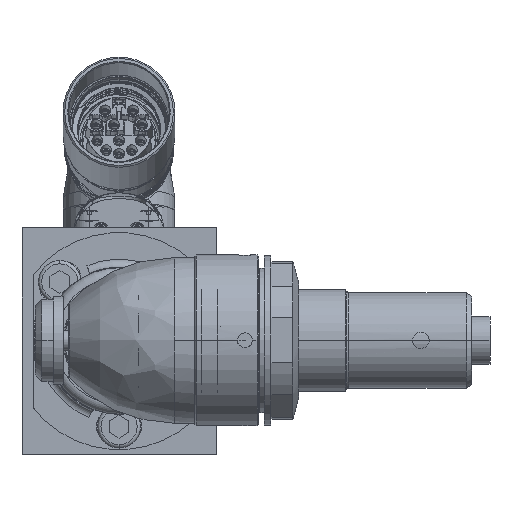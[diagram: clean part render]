
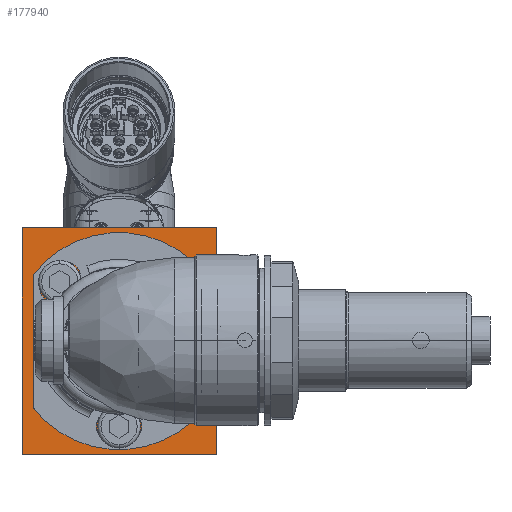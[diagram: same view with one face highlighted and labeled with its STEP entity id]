
A CAD part, top view. The second image highlights one B-rep face of the part: STEP entity #177940.
In plain terms, the highlighted face is planar.
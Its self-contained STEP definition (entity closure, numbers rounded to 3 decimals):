
#176507=DIRECTION('',(0.,-1.,0.));
#176508=VECTOR('',#176507,69.);
#176509=CARTESIAN_POINT('',(0.,34.5,29.5));
#176510=LINE('',#176509,#176508);
#176514=DIRECTION('',(0.,0.,-1.));
#176515=VECTOR('',#176514,59.);
#176516=CARTESIAN_POINT('',(0.,-34.5,29.5));
#176517=LINE('',#176516,#176515);
#176521=DIRECTION('',(0.,1.,0.));
#176522=VECTOR('',#176521,69.);
#176523=CARTESIAN_POINT('',(0.,-34.5,-29.5));
#176524=LINE('',#176523,#176522);
#176528=DIRECTION('',(0.,0.,1.));
#176529=VECTOR('',#176528,59.);
#176530=CARTESIAN_POINT('',(0.,34.5,-29.5));
#176531=LINE('',#176530,#176529);
#176535=CARTESIAN_POINT('',(0.,0.,
0.));
#176536=DIRECTION('',(1.,0.,0.));
#176537=DIRECTION('',(0.,1.,0.));
#176538=AXIS2_PLACEMENT_3D('',#176535,#176536,#176537);
#176543=CARTESIAN_POINT('',(0.,0.,
0.));
#176544=DIRECTION('',(1.,0.,0.));
#176545=DIRECTION('',(0.,-1.,0.));
#176546=AXIS2_PLACEMENT_3D('',#176543,#176544,#176545);
#176551=CARTESIAN_POINT('',(0.,26.,0.));
#176552=DIRECTION('',(-1.,0.,0.));
#176553=DIRECTION('',(0.,0.,1.));
#176554=AXIS2_PLACEMENT_3D('',#176551,#176552,#176553);
#176559=CARTESIAN_POINT('',(0.,26.,0.));
#176560=DIRECTION('',(-1.,0.,0.));
#176561=DIRECTION('',(0.,0.,-1.));
#176562=AXIS2_PLACEMENT_3D('',#176559,#176560,#176561);
#176567=CARTESIAN_POINT('',(0.,-18.,18.));
#176568=DIRECTION('',(-1.,0.,0.));
#176569=DIRECTION('',(0.,0.,1.));
#176570=AXIS2_PLACEMENT_3D('',#176567,#176568,#176569);
#176575=CARTESIAN_POINT('',(0.,-18.,18.));
#176576=DIRECTION('',(-1.,0.,0.));
#176577=DIRECTION('',(0.,0.,-1.));
#176578=AXIS2_PLACEMENT_3D('',#176575,#176576,#176577);
#176583=CARTESIAN_POINT('',(0.,-18.,-18.));
#176584=DIRECTION('',(-1.,0.,0.));
#176585=DIRECTION('',(0.,0.,1.));
#176586=AXIS2_PLACEMENT_3D('',#176583,#176584,#176585);
#176591=CARTESIAN_POINT('',(0.,-18.,-18.));
#176592=DIRECTION('',(-1.,0.,0.));
#176593=DIRECTION('',(0.,0.,-1.));
#176594=AXIS2_PLACEMENT_3D('',#176591,#176592,#176593);
#177697=CARTESIAN_POINT('',(0.,34.5,29.5));
#177698=CARTESIAN_POINT('',(0.,-34.5,29.5));
#177699=VERTEX_POINT('',#177697);
#177700=VERTEX_POINT('',#177698);
#177701=CARTESIAN_POINT('',(0.,-34.5,-29.5));
#177702=VERTEX_POINT('',#177701);
#177703=CARTESIAN_POINT('',(0.,34.5,-29.5));
#177704=VERTEX_POINT('',#177703);
#177725=CARTESIAN_POINT('',(0.,21.,0.));
#177726=CARTESIAN_POINT('',(0.,-21.,0.));
#177727=VERTEX_POINT('',#177725);
#177728=VERTEX_POINT('',#177726);
#177741=CARTESIAN_POINT('',(0.,26.,4.25));
#177742=CARTESIAN_POINT('',(0.,26.,-4.25));
#177743=VERTEX_POINT('',#177741);
#177744=VERTEX_POINT('',#177742);
#177745=CARTESIAN_POINT('',(0.,-18.,22.25));
#177746=CARTESIAN_POINT('',(0.,-18.,13.75));
#177747=VERTEX_POINT('',#177745);
#177748=VERTEX_POINT('',#177746);
#177749=CARTESIAN_POINT('',(0.,-18.,-13.75));
#177750=CARTESIAN_POINT('',(0.,-18.,-22.25));
#177751=VERTEX_POINT('',#177749);
#177752=VERTEX_POINT('',#177750);
#177901=CARTESIAN_POINT('',(0.,0.,0.));
#177902=DIRECTION('',(1.,0.,0.));
#177903=DIRECTION('',(0.,0.,-1.));
#177904=AXIS2_PLACEMENT_3D('',#177901,#177902,#177903);
#177905=PLANE('',#177904);
#177907=ORIENTED_EDGE('',*,*,#177906,.T.);
#177909=ORIENTED_EDGE('',*,*,#177908,.T.);
#177911=ORIENTED_EDGE('',*,*,#177910,.T.);
#177913=ORIENTED_EDGE('',*,*,#177912,.T.);
#177914=EDGE_LOOP('',(#177907,#177909,#177911,#177913));
#177915=FACE_OUTER_BOUND('',#177914,.F.);
#177917=ORIENTED_EDGE('',*,*,#177916,.F.);
#177919=ORIENTED_EDGE('',*,*,#177918,.F.);
#177920=EDGE_LOOP('',(#177917,#177919));
#177921=FACE_BOUND('',#177920,.F.);
#177923=ORIENTED_EDGE('',*,*,#177922,.T.);
#177925=ORIENTED_EDGE('',*,*,#177924,.T.);
#177926=EDGE_LOOP('',(#177923,#177925));
#177927=FACE_BOUND('',#177926,.F.);
#177929=ORIENTED_EDGE('',*,*,#177928,.T.);
#177931=ORIENTED_EDGE('',*,*,#177930,.T.);
#177932=EDGE_LOOP('',(#177929,#177931));
#177933=FACE_BOUND('',#177932,.F.);
#177935=ORIENTED_EDGE('',*,*,#177934,.T.);
#177937=ORIENTED_EDGE('',*,*,#177936,.T.);
#177938=EDGE_LOOP('',(#177935,#177937));
#177939=FACE_BOUND('',#177938,.F.);
#176539=CIRCLE('',#176538,21.);
#176547=CIRCLE('',#176546,21.);
#176555=CIRCLE('',#176554,4.25);
#176563=CIRCLE('',#176562,4.25);
#176571=CIRCLE('',#176570,4.25);
#176579=CIRCLE('',#176578,4.25);
#176587=CIRCLE('',#176586,4.25);
#176595=CIRCLE('',#176594,4.25);
#177906=EDGE_CURVE('',#177699,#177700,#176510,.T.);
#177908=EDGE_CURVE('',#177700,#177702,#176517,.T.);
#177910=EDGE_CURVE('',#177702,#177704,#176524,.T.);
#177912=EDGE_CURVE('',#177704,#177699,#176531,.T.);
#177916=EDGE_CURVE('',#177727,#177728,#176539,.T.);
#177918=EDGE_CURVE('',#177728,#177727,#176547,.T.);
#177922=EDGE_CURVE('',#177743,#177744,#176555,.T.);
#177924=EDGE_CURVE('',#177744,#177743,#176563,.T.);
#177928=EDGE_CURVE('',#177747,#177748,#176571,.T.);
#177930=EDGE_CURVE('',#177748,#177747,#176579,.T.);
#177934=EDGE_CURVE('',#177751,#177752,#176587,.T.);
#177936=EDGE_CURVE('',#177752,#177751,#176595,.T.);
#177940=ADVANCED_FACE('',(#177915,#177921,#177927,#177933,#177939),#177905,.F.);
